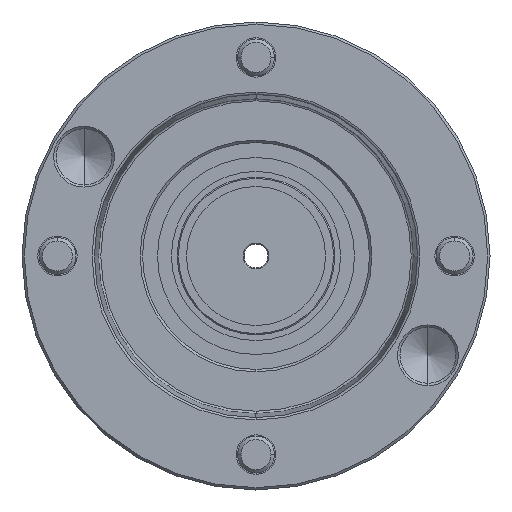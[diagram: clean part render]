
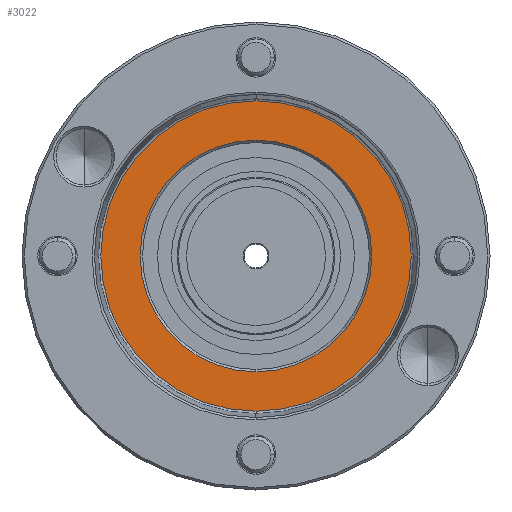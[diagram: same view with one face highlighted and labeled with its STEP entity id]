
A CAD part, left-side view. The second image highlights one B-rep face of the part: STEP entity #3022.
In plain terms, the highlighted planar face has unit normal (-1, 0, 0).
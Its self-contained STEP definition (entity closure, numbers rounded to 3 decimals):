
#291 = CIRCLE ( 'NONE', #4364, 50. ) ;
#334 = CARTESIAN_POINT ( 'NONE',  ( 20., 0., -67. ) ) ;
#527 = VERTEX_POINT ( 'NONE', #3681 ) ;
#721 = DIRECTION ( 'NONE',  ( 1., 0., 0. ) ) ;
#1020 = VERTEX_POINT ( 'NONE', #8249 ) ;
#1118 = EDGE_LOOP ( 'NONE', ( #5311, #3490 ) ) ;
#1141 = AXIS2_PLACEMENT_3D ( 'NONE', #4674, #1337, #6029 ) ;
#1337 = DIRECTION ( 'NONE',  ( 1., 0., 0. ) ) ;
#1867 = VERTEX_POINT ( 'NONE', #4935 ) ;
#1976 = PLANE ( 'NONE',  #1141 ) ;
#2106 = CIRCLE ( 'NONE', #5198, 67. ) ;
#2174 = DIRECTION ( 'NONE',  ( -1., 0., 0. ) ) ;
#2236 = DIRECTION ( 'NONE',  ( -1., 0., 0. ) ) ;
#2331 = FACE_BOUND ( 'NONE', #7882, .T. ) ;
#2482 = DIRECTION ( 'NONE',  ( 1., 0., 0. ) ) ;
#3022 = ADVANCED_FACE ( 'NONE', ( #2331, #6980 ), #1976, .F. ) ;
#3292 = CIRCLE ( 'NONE', #5076, 67. ) ;
#3490 = ORIENTED_EDGE ( 'NONE', *, *, #7099, .T. ) ;
#3681 = CARTESIAN_POINT ( 'NONE',  ( 20., 0., -50. ) ) ;
#3832 = ORIENTED_EDGE ( 'NONE', *, *, #5318, .T. ) ;
#4364 = AXIS2_PLACEMENT_3D ( 'NONE', #6518, #2482, #7210 ) ;
#4674 = CARTESIAN_POINT ( 'NONE',  ( 20., 68., 0. ) ) ;
#4741 = CARTESIAN_POINT ( 'NONE',  ( 20., 0., 0. ) ) ;
#4935 = CARTESIAN_POINT ( 'NONE',  ( 20., 0., 67. ) ) ;
#5076 = AXIS2_PLACEMENT_3D ( 'NONE', #6204, #2174, #6898 ) ;
#5198 = AXIS2_PLACEMENT_3D ( 'NONE', #6256, #2236, #6950 ) ;
#5311 = ORIENTED_EDGE ( 'NONE', *, *, #6685, .T. ) ;
#5318 = EDGE_CURVE ( 'NONE', #527, #1020, #6664, .T. ) ;
#5439 = DIRECTION ( 'NONE',  ( 0., 0., -1. ) ) ;
#6029 = DIRECTION ( 'NONE',  ( 0., 0., -1. ) ) ;
#6204 = CARTESIAN_POINT ( 'NONE',  ( 20., 0., 0. ) ) ;
#6226 = VERTEX_POINT ( 'NONE', #334 ) ;
#6256 = CARTESIAN_POINT ( 'NONE',  ( 20., 0., 0. ) ) ;
#6518 = CARTESIAN_POINT ( 'NONE',  ( 20., 0., 0. ) ) ;
#6664 = CIRCLE ( 'NONE', #7633, 50. ) ;
#6685 = EDGE_CURVE ( 'NONE', #6226, #1867, #3292, .T. ) ;
#6898 = DIRECTION ( 'NONE',  ( 0., 0., -1. ) ) ;
#6950 = DIRECTION ( 'NONE',  ( 0., 0., -1. ) ) ;
#6980 = FACE_OUTER_BOUND ( 'NONE', #1118, .T. ) ;
#7099 = EDGE_CURVE ( 'NONE', #1867, #6226, #2106, .T. ) ;
#7210 = DIRECTION ( 'NONE',  ( 0., 0., -1. ) ) ;
#7555 = ORIENTED_EDGE ( 'NONE', *, *, #8214, .T. ) ;
#7633 = AXIS2_PLACEMENT_3D ( 'NONE', #4741, #721, #5439 ) ;
#7882 = EDGE_LOOP ( 'NONE', ( #7555, #3832 ) ) ;
#8214 = EDGE_CURVE ( 'NONE', #1020, #527, #291, .T. ) ;
#8249 = CARTESIAN_POINT ( 'NONE',  ( 20., 0., 50. ) ) ;
